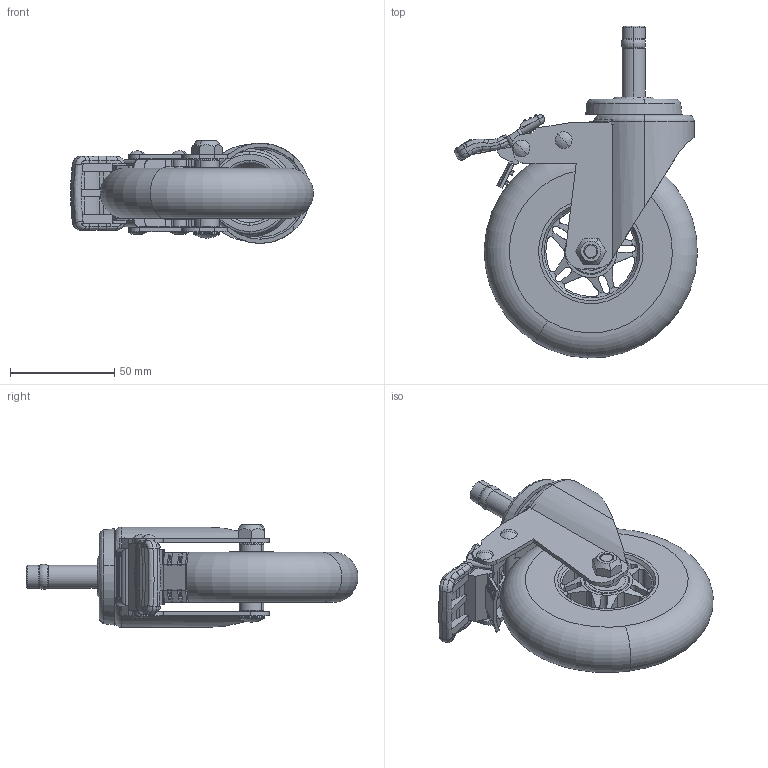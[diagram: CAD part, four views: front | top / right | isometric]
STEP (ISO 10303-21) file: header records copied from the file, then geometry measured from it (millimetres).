
FILE_DESCRIPTION (( 'STEP AP214' ), '1' );
FILE_NAME ('ACSU-102SGRB.STEP', '2017-03-07T02:52:13', ( '' ), ( '' ), 'SwSTEP 2.0', 'SolidWorks 2016', '' );
FILE_SCHEMA (( 'AUTOMOTIVE_DESIGN' ));
Length unit declared in the file: millimetre
Products named in the file (19): FRAME_WASHER; FRAME_RING(B); FRAME_TOP RING; ACSU-102SFB BRAKE PLATE; ACSU-102SFB BRAKE; ACSU-102SFB BRAKE PIN; ACSU-102 WHEEL assy; 608ZZ-16.3; ACSU-102RF PIN NUT; ACSU-102RF WHEEL PIN; 102RF_102RFACSU-102 WHEEL; 102RF_102RFACSU-102 URETHANE; 102RF_102RFACSU-102 CORE; ACSU-102SFB BODY; ACSU-102SGRB; ACSU-76 SGR SHAFT; ACSU-76 SGR RING; ACSU-76SS TOP SUB_ASSY; ACSU-76SS FRAME ASSY
Assembly tree (20 placements, depth 4):
  ACSU-102SGRB
    ACSU-102SFB BODY
    ACSU-102 WHEEL assy
      102RF_102RFACSU-102 WHEEL
        102RF_102RFACSU-102 CORE
        102RF_102RFACSU-102 URETHANE
      ACSU-102RF WHEEL PIN
      ACSU-102RF PIN NUT
      608ZZ-16.3  x2
    ACSU-102SFB BRAKE PIN  x2
    ACSU-102SFB BRAKE
    ACSU-102SFB BRAKE PLATE
    ACSU-76SS TOP SUB_ASSY
      ACSU-76SS FRAME ASSY
        FRAME_TOP RING
        FRAME_RING(B)
        FRAME_WASHER
    ACSU-76 SGR RING
    ACSU-76 SGR SHAFT
Bounding box: 116.14 x 158.87 x 49.2 mm (x, y, z)
Volume: 217763.4 mm3; surface area: 92966 mm2
Topology: 28 solids, 28 shells, 953 faces, 2526 edges, 1607 vertices
Faces by surface type: plane 364, cylinder 361, bspline 81, torus 68, cone 65, sphere 14
Entity records: 35822 total; most frequent: CARTESIAN_POINT 10823, ORIENTED_EDGE 4784, DIRECTION 4387, EDGE_CURVE 2392, AXIS2_PLACEMENT_3D 1652, VERTEX_POINT 1533, LINE 1083, VECTOR 1083
